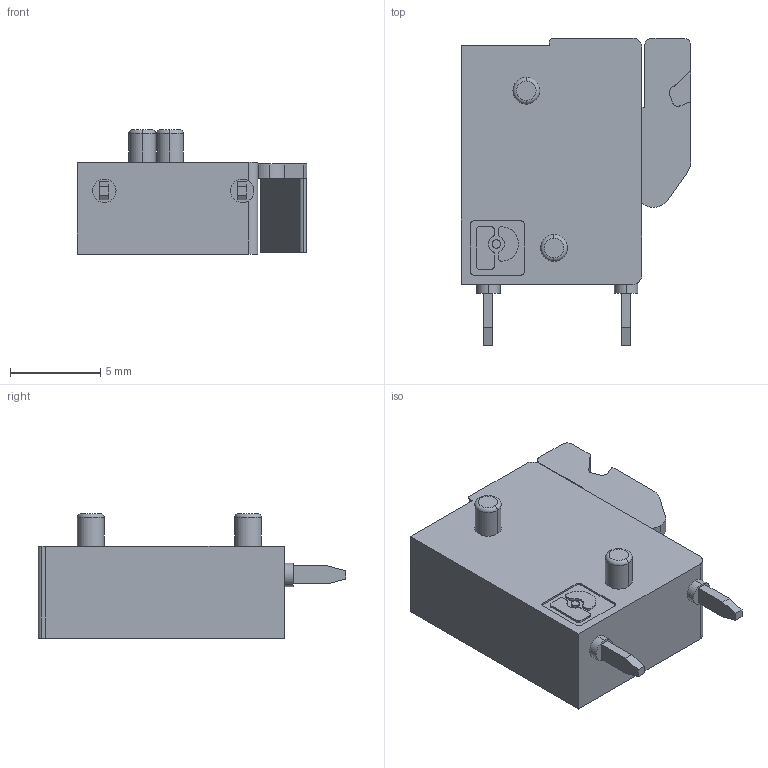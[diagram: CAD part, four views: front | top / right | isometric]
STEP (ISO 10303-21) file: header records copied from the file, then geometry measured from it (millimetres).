
FILE_DESCRIPTION(('STEP AP214'),'1');
FILE_NAME('1790319.stp','2015-09-14T18:05:59',('TraceParts'),('TraceParts S.A.'),'Spatial InterOp 3D',' ',' ');
FILE_SCHEMA(('automotive_design'));
Length unit declared in the file: millimetre
Products named in the file (1): ffkds-v1-5.08|1#ffkds-v1-5.08;ffkds-v1-5.08
Bounding box: 12.7 x 17 x 6.88 mm (x, y, z)
Volume: 702.7 mm3; surface area: 742.6 mm2
Topology: 1 solids, 1 shells, 132 faces, 332 edges, 216 vertices
Faces by surface type: plane 67, cylinder 54, torus 8, cone 3
Entity records: 5362 total; most frequent: CARTESIAN_POINT 993, DIRECTION 723, ORIENTED_EDGE 664, EDGE_CURVE 332, AXIS2_PLACEMENT_3D 261, VERTEX_POINT 216, LINE 201, VECTOR 201
